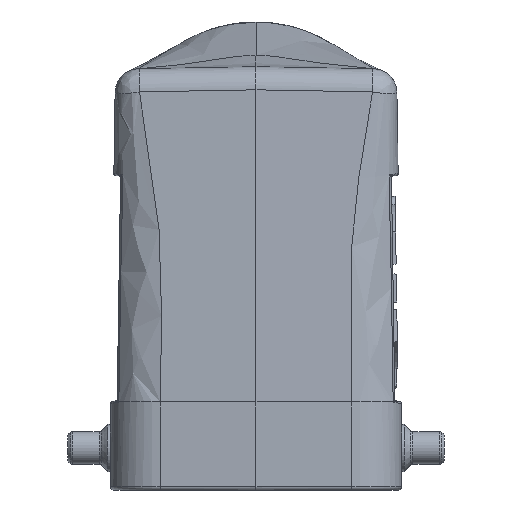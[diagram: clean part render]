
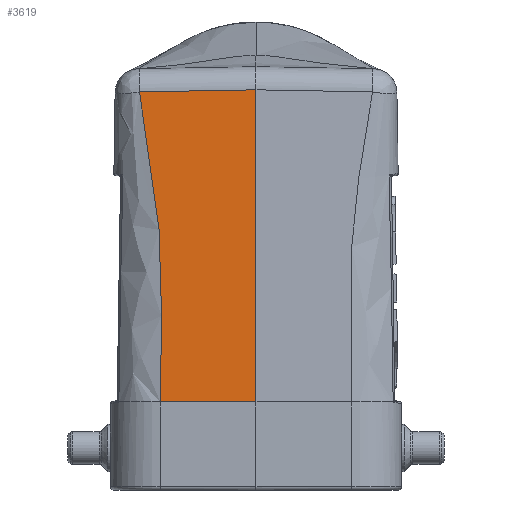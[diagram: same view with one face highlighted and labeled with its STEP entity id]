
A CAD part, left-side view. The second image highlights one B-rep face of the part: STEP entity #3619.
In plain terms, the highlighted planar face has unit normal (-1, 0.018, 0.026).
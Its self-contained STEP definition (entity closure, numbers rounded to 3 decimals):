
#3282=(
BOUNDED_CURVE()
B_SPLINE_CURVE(3,(#21311,#21312,#21313,#21314,#21315,#21316,#21317,#21318,
#21319,#21320),.UNSPECIFIED.,.F.,.F.)
B_SPLINE_CURVE_WITH_KNOTS((4,3,3,4),(0.,0.094,0.305,
1.),.UNSPECIFIED.)
CURVE()
GEOMETRIC_REPRESENTATION_ITEM()
RATIONAL_B_SPLINE_CURVE((1.,1.,1.,1.,1.,1.,1.,1.,1.,1.))
REPRESENTATION_ITEM('')
);
#3619=ADVANCED_FACE('',(#4286),#4096,.T.);
#4096=PLANE('',#14662);
#4286=FACE_OUTER_BOUND('',#4760,.T.);
#4760=EDGE_LOOP('',(#5721,#5722,#5723,#5724));
#5721=ORIENTED_EDGE('',*,*,#8653,.T.);
#5722=ORIENTED_EDGE('',*,*,#8657,.T.);
#5723=ORIENTED_EDGE('',*,*,#8640,.T.);
#5724=ORIENTED_EDGE('',*,*,#8656,.F.);
#7902=VERTEX_POINT('',#21263);
#7907=VERTEX_POINT('',#21321);
#7913=VERTEX_POINT('',#21423);
#7914=VERTEX_POINT('',#21431);
#8640=EDGE_CURVE('',#7907,#7902,#3282,.T.);
#8653=EDGE_CURVE('',#7913,#7914,#11920,.T.);
#8656=EDGE_CURVE('',#7913,#7902,#10154,.T.);
#8657=EDGE_CURVE('',#7914,#7907,#11923,.T.);
#10154=B_SPLINE_CURVE_WITH_KNOTS('',3,(#21437,#21438,#21439,#21440),
 .UNSPECIFIED.,.F.,.F.,(4,4),(0.,1.),.UNSPECIFIED.);
#11920=LINE('',#21432,#12574);
#11923=LINE('',#21442,#12577);
#12574=VECTOR('',#15747,1.);
#12577=VECTOR('',#15756,1.);
#14662=AXIS2_PLACEMENT_3D('',#21443,#15757,#15758);
#15747=DIRECTION('',(0.026,0.,1.));
#15756=DIRECTION('',(0.017,1.,-0.017));
#15757=DIRECTION('',(-1.,0.017,0.026));
#15758=DIRECTION('',(0.026,0.,1.));
#21263=CARTESIAN_POINT('',(-46.503,14.132,3.85));
#21311=CARTESIAN_POINT('',(-44.702,20.522,68.366));
#21312=CARTESIAN_POINT('',(-44.852,19.618,63.257));
#21313=CARTESIAN_POINT('',(-45.001,18.713,58.148));
#21314=CARTESIAN_POINT('',(-45.151,17.808,53.039));
#21315=CARTESIAN_POINT('',(-45.488,15.772,41.544));
#21316=CARTESIAN_POINT('',(-45.824,13.736,30.05));
#21317=CARTESIAN_POINT('',(-46.121,13.91,18.587));
#21318=CARTESIAN_POINT('',(-47.1,14.482,-19.183));
#21319=CARTESIAN_POINT('',(-48.079,15.054,-56.953));
#21320=CARTESIAN_POINT('',(-49.058,15.627,-94.723));
#21321=CARTESIAN_POINT('',(-45.25,17.208,49.642));
#21423=CARTESIAN_POINT('',(-46.75,0.,3.85));
#21431=CARTESIAN_POINT('',(-45.543,0.,49.942));
#21432=CARTESIAN_POINT('',(-46.686,0.,6.297));
#21437=CARTESIAN_POINT('',(-46.75,0.,3.85));
#21438=CARTESIAN_POINT('',(-46.668,4.711,3.85));
#21439=CARTESIAN_POINT('',(-46.586,9.421,3.85));
#21440=CARTESIAN_POINT('',(-46.503,14.132,3.85));
#21442=CARTESIAN_POINT('',(-45.537,0.342,49.936));
#21443=CARTESIAN_POINT('',(-46.07,0.,29.806));
